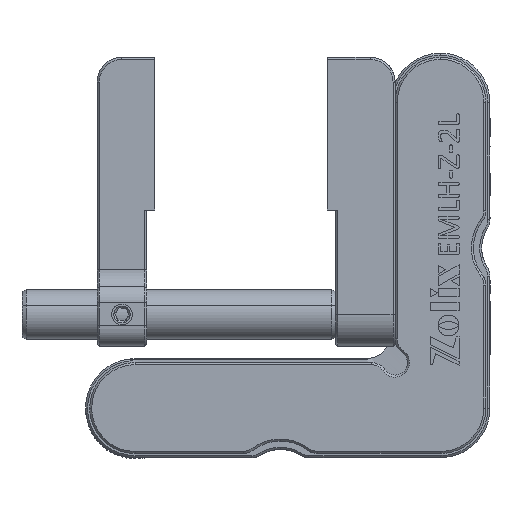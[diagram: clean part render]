
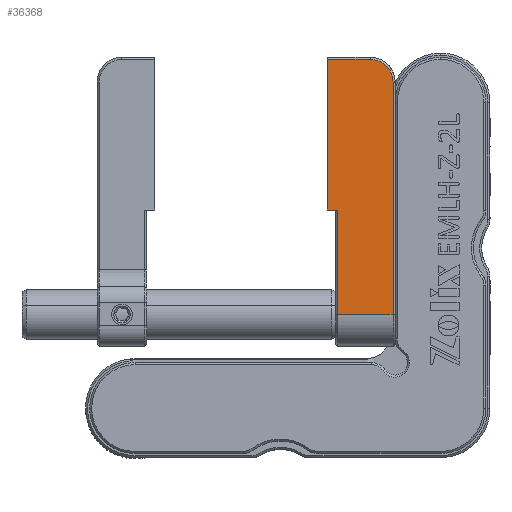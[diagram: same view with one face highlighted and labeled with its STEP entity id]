
A CAD part, left-side view. The second image highlights one B-rep face of the part: STEP entity #36368.
In plain terms, the highlighted planar face has unit normal (-1, 0, 0).
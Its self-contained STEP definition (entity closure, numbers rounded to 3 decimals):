
#1627 = ORIENTED_EDGE ( 'NONE', *, *, #24321, .F. ) ;
#2085 = CARTESIAN_POINT ( 'NONE',  ( -26.442, -25.686, 69.999 ) ) ;
#2627 = CARTESIAN_POINT ( 'NONE',  ( -26.442, -25.686, 41.849 ) ) ;
#3832 = CARTESIAN_POINT ( 'NONE',  ( -26.442, -18.986, 41.849 ) ) ;
#4427 = CARTESIAN_POINT ( 'NONE',  ( -26.442, -17.736, 72.749 ) ) ;
#5978 = CARTESIAN_POINT ( 'NONE',  ( -26.442, -25.686, 60.616 ) ) ;
#6148 = B_SPLINE_CURVE_WITH_KNOTS ( 'NONE', 3,
 ( #28861, #39565, #42515, #22389, #35986, #39143, #19041, #32642, #22176, #2085 ),
 .UNSPECIFIED., .F., .F.,
 ( 4, 2, 2, 2, 4 ),
 ( 0., 0.25, 0.5, 0.75, 1. ),
 .UNSPECIFIED. ) ;
#6474 = CARTESIAN_POINT ( 'NONE',  ( -26.442, -18.986, 41.849 ) ) ;
#7629 = ORIENTED_EDGE ( 'NONE', *, *, #29993, .F. ) ;
#7906 = CARTESIAN_POINT ( 'NONE',  ( -26.442, -18.986, 54.499 ) ) ;
#8344 = DIRECTION ( 'NONE',  ( 0., 1., 0. ) ) ;
#8558 = PLANE ( 'NONE',  #11259 ) ;
#8984 = EDGE_CURVE ( 'NONE', #29260, #18999, #38661, .T. ) ;
#10292 = CARTESIAN_POINT ( 'NONE',  ( -26.442, -18.986, 54.499 ) ) ;
#11259 = AXIS2_PLACEMENT_3D ( 'NONE', #15042, #28410, #8344 ) ;
#12686 = ORIENTED_EDGE ( 'NONE', *, *, #31400, .F. ) ;
#14934 = CARTESIAN_POINT ( 'NONE',  ( -26.442, -25.686, 69.999 ) ) ;
#15042 = CARTESIAN_POINT ( 'NONE',  ( -26.442, -18.736, 72.999 ) ) ;
#16320 = VERTEX_POINT ( 'NONE', #16707 ) ;
#16406 = EDGE_LOOP ( 'NONE', ( #29458, #12686, #22231, #1627, #35491, #27199, #7629 ) ) ;
#16707 = CARTESIAN_POINT ( 'NONE',  ( -26.442, -17.736, 54.499 ) ) ;
#17672 = B_SPLINE_CURVE_WITH_KNOTS ( 'NONE', 3,
 ( #33024, #29908, #39974, #10292 ),
 .UNSPECIFIED., .F., .F.,
 ( 4, 4 ),
 ( 0., 1. ),
 .UNSPECIFIED. ) ;
#18197 = CARTESIAN_POINT ( 'NONE',  ( -26.442, -18.986, 41.849 ) ) ;
#18999 = VERTEX_POINT ( 'NONE', #26486 ) ;
#19041 = CARTESIAN_POINT ( 'NONE',  ( -26.442, -25.339, 71.384 ) ) ;
#19429 = VERTEX_POINT ( 'NONE', #3832 ) ;
#19633 = CARTESIAN_POINT ( 'NONE',  ( -26.442, -17.736, 72.749 ) ) ;
#20507 = CARTESIAN_POINT ( 'NONE',  ( -26.442, -17.736, 60.582 ) ) ;
#21543 = CARTESIAN_POINT ( 'NONE',  ( -26.442, -25.686, 41.849 ) ) ;
#21593 = CARTESIAN_POINT ( 'NONE',  ( -26.442, -19.47, 72.749 ) ) ;
#22176 = CARTESIAN_POINT ( 'NONE',  ( -26.442, -25.686, 70.359 ) ) ;
#22231 = ORIENTED_EDGE ( 'NONE', *, *, #26858, .T. ) ;
#22389 = CARTESIAN_POINT ( 'NONE',  ( -26.442, -24.321, 72.402 ) ) ;
#22934 = CARTESIAN_POINT ( 'NONE',  ( -26.442, -25.686, 69.999 ) ) ;
#23844 = CARTESIAN_POINT ( 'NONE',  ( -26.442, -17.736, 72.749 ) ) ;
#24089 = CARTESIAN_POINT ( 'NONE',  ( -26.442, -18.986, 46.066 ) ) ;
#24181 = B_SPLINE_CURVE_WITH_KNOTS ( 'NONE', 3,
 ( #21543, #42099, #35148, #18197 ),
 .UNSPECIFIED., .F., .F.,
 ( 4, 4 ),
 ( 0., 1. ),
 .UNSPECIFIED. ) ;
#24270 = CARTESIAN_POINT ( 'NONE',  ( -26.442, -21.203, 72.749 ) ) ;
#24321 = EDGE_CURVE ( 'NONE', #19429, #28176, #30674, .T. ) ;
#24600 = EDGE_CURVE ( 'NONE', #34641, #26733, #42965, .T. ) ;
#26486 = CARTESIAN_POINT ( 'NONE',  ( -26.442, -22.936, 72.749 ) ) ;
#26733 = VERTEX_POINT ( 'NONE', #37775 ) ;
#26858 = EDGE_CURVE ( 'NONE', #16320, #28176, #17672, .T. ) ;
#27199 = ORIENTED_EDGE ( 'NONE', *, *, #24600, .F. ) ;
#27669 = CARTESIAN_POINT ( 'NONE',  ( -26.442, -18.986, 54.499 ) ) ;
#28176 = VERTEX_POINT ( 'NONE', #7906 ) ;
#28410 = DIRECTION ( 'NONE',  ( 1., 0., 0. ) ) ;
#28861 = CARTESIAN_POINT ( 'NONE',  ( -26.442, -22.936, 72.749 ) ) ;
#29260 = VERTEX_POINT ( 'NONE', #19633 ) ;
#29458 = ORIENTED_EDGE ( 'NONE', *, *, #8984, .F. ) ;
#29908 = CARTESIAN_POINT ( 'NONE',  ( -26.442, -18.153, 54.499 ) ) ;
#29993 = EDGE_CURVE ( 'NONE', #18999, #34641, #6148, .T. ) ;
#30674 = B_SPLINE_CURVE_WITH_KNOTS ( 'NONE', 3,
 ( #6474, #24089, #37265, #27669 ),
 .UNSPECIFIED., .F., .F.,
 ( 4, 4 ),
 ( 0., 1. ),
 .UNSPECIFIED. ) ;
#31400 = EDGE_CURVE ( 'NONE', #16320, #29260, #35239, .T. ) ;
#32642 = CARTESIAN_POINT ( 'NONE',  ( -26.442, -25.615, 70.719 ) ) ;
#33024 = CARTESIAN_POINT ( 'NONE',  ( -26.442, -17.736, 54.499 ) ) ;
#33185 = CARTESIAN_POINT ( 'NONE',  ( -26.442, -25.686, 51.232 ) ) ;
#33429 = CARTESIAN_POINT ( 'NONE',  ( -26.442, -17.736, 66.666 ) ) ;
#34641 = VERTEX_POINT ( 'NONE', #14934 ) ;
#35148 = CARTESIAN_POINT ( 'NONE',  ( -26.442, -21.22, 41.849 ) ) ;
#35196 = CARTESIAN_POINT ( 'NONE',  ( -26.442, -22.936, 72.749 ) ) ;
#35239 = B_SPLINE_CURVE_WITH_KNOTS ( 'NONE', 3,
 ( #40839, #20507, #33429, #23844 ),
 .UNSPECIFIED., .F., .F.,
 ( 4, 4 ),
 ( 0., 1. ),
 .UNSPECIFIED. ) ;
#35491 = ORIENTED_EDGE ( 'NONE', *, *, #43967, .F. ) ;
#35986 = CARTESIAN_POINT ( 'NONE',  ( -26.442, -24.626, 72.198 ) ) ;
#36368 = ADVANCED_FACE ( 'NONE', ( #38899 ), #8558, .F. ) ;
#37265 = CARTESIAN_POINT ( 'NONE',  ( -26.442, -18.986, 50.282 ) ) ;
#37775 = CARTESIAN_POINT ( 'NONE',  ( -26.442, -25.686, 41.849 ) ) ;
#38661 = B_SPLINE_CURVE_WITH_KNOTS ( 'NONE', 3,
 ( #4427, #21593, #24270, #35196 ),
 .UNSPECIFIED., .F., .F.,
 ( 4, 4 ),
 ( 0., 1. ),
 .UNSPECIFIED. ) ;
#38899 = FACE_OUTER_BOUND ( 'NONE', #16406, .T. ) ;
#39143 = CARTESIAN_POINT ( 'NONE',  ( -26.442, -25.135, 71.689 ) ) ;
#39565 = CARTESIAN_POINT ( 'NONE',  ( -26.442, -23.296, 72.749 ) ) ;
#39974 = CARTESIAN_POINT ( 'NONE',  ( -26.442, -18.57, 54.499 ) ) ;
#40839 = CARTESIAN_POINT ( 'NONE',  ( -26.442, -17.736, 54.499 ) ) ;
#42099 = CARTESIAN_POINT ( 'NONE',  ( -26.442, -23.453, 41.849 ) ) ;
#42515 = CARTESIAN_POINT ( 'NONE',  ( -26.442, -23.656, 72.678 ) ) ;
#42965 = B_SPLINE_CURVE_WITH_KNOTS ( 'NONE', 3,
 ( #22934, #5978, #33185, #2627 ),
 .UNSPECIFIED., .F., .F.,
 ( 4, 4 ),
 ( 0., 1. ),
 .UNSPECIFIED. ) ;
#43967 = EDGE_CURVE ( 'NONE', #26733, #19429, #24181, .T. ) ;
